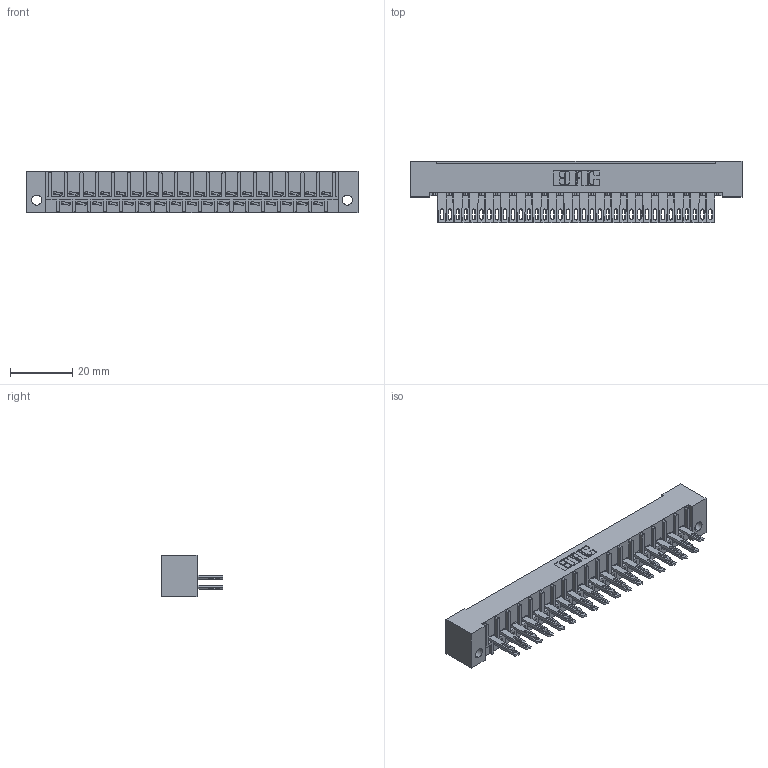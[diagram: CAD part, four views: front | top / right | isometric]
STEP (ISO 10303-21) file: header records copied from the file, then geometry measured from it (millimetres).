
FILE_DESCRIPTION (( 'STEP AP203' ), '1' );
FILE_NAME ('408-035-500-122.STEP', '2019-11-04T19:07:55', ( '' ), ( '' ), 'SwSTEP 2.0', 'SolidWorks 2016', '' );
FILE_SCHEMA (( 'CONFIG_CONTROL_DESIGN' ));
Length unit declared in the file: inch
Products named in the file (3): 408-035-500-122; 408 Part_035 - 1; 408-290-001_408-290-100
Assembly tree (36 placements, depth 2):
  408-035-500-122
    408 Part_035 - 1
    408-290-001_408-290-100  x35
Bounding box: 106.83 x 19.79 x 13.49 mm (x, y, z)
Volume: 12000.4 mm3; surface area: 15862.6 mm2
Topology: 36 solids, 36 shells, 2122 faces, 5848 edges, 3804 vertices
Faces by surface type: plane 1514, cylinder 468, bspline 140
Entity records: 26647 total; most frequent: CARTESIAN_POINT 4593, ORIENTED_EDGE 4488, DIRECTION 4086, EDGE_CURVE 2244, LINE 1988, VECTOR 1988, VERTEX_POINT 1492, AXIS2_PLACEMENT_3D 1049
